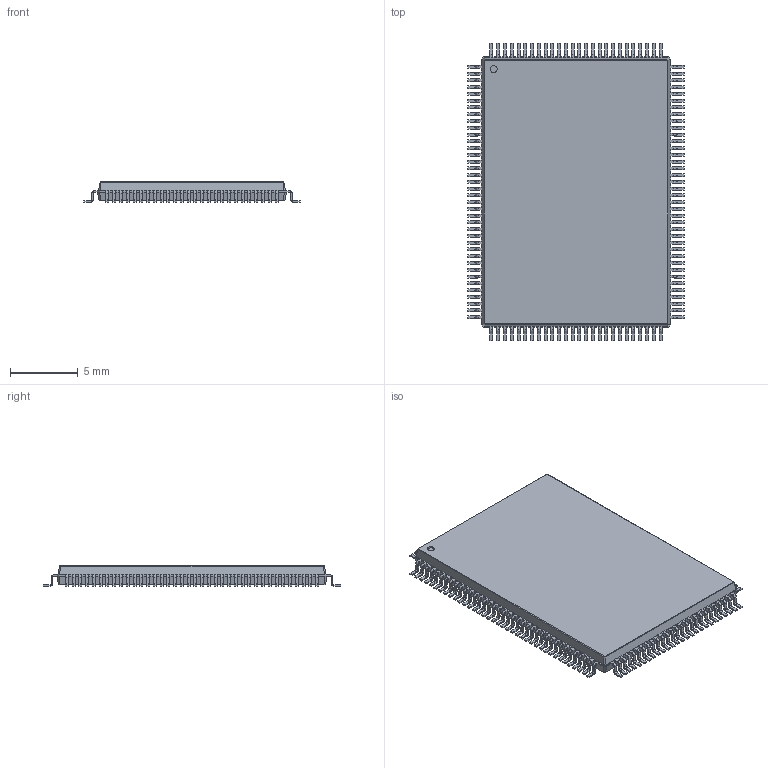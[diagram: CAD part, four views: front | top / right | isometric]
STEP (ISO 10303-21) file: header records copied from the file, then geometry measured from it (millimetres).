
FILE_DESCRIPTION(/* description */ ('model of LQFP-128_14x20mm_Pitch0.5mm'),/* implementation_level */ '2;1');
FILE_NAME(/* name */ 'LQFP-128_14x20mm_Pitch0.5mm.step',/* time_stamp */ '2017-06-20T20:45:48',/* author */ ('kicad StepUp','ksu'),/* organization */ ('FreeCAD'),/* preprocessor_version */ 'OCC',/* originating_system */ 'kicad StepUp',/* authorisation */ '');
FILE_SCHEMA(('AUTOMOTIVE_DESIGN_CC2 { 1 2 10303 214 -1 1 5 4 }'));
Length unit declared in the file: millimetre
Products named in the file (1): LQFP_128_14x20mm_Pitch05mm
Bounding box: 16 x 22 x 1.5 mm (x, y, z)
Volume: 387.1 mm3; surface area: 769.1 mm2
Topology: 1 solids, 1 shells, 1964 faces, 5339 edges, 3378 vertices
Faces by surface type: plane 1291, cylinder 513, bspline 160
Full cylindrical faces by diameter (mm): 0.5 x1
Entity records: 77300 total; most frequent: CARTESIAN_POINT 13943, ORIENTED_EDGE 10678, DIRECTION 9919, EDGE_CURVE 5339, LINE 4257, VECTOR 4257, VERTEX_POINT 3378, AXIS2_PLACEMENT_3D 2831
